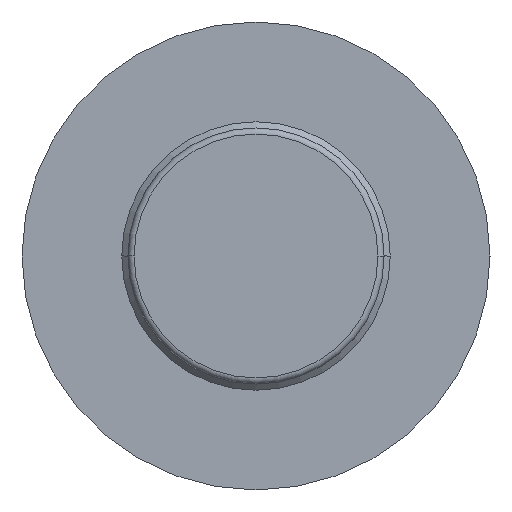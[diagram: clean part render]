
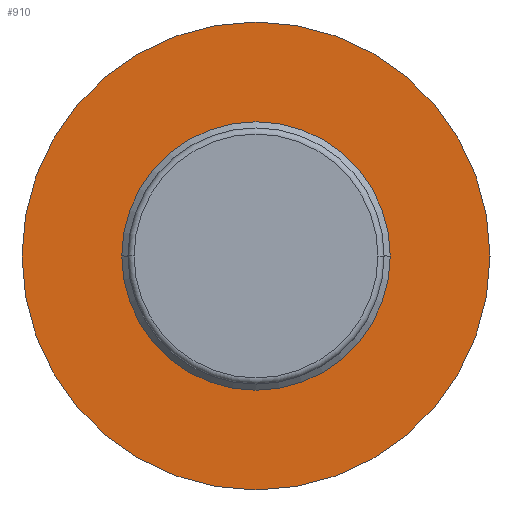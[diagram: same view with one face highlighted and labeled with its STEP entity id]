
A CAD part, left-side view. The second image highlights one B-rep face of the part: STEP entity #910.
In plain terms, the highlighted planar face has unit normal (-1, 0, 0).
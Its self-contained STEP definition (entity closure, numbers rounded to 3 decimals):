
#26 = AXIS2_PLACEMENT_3D ( 'NONE', #1170, #1964, #1824 ) ;
#45 = FACE_BOUND ( 'NONE', #548, .T. ) ;
#147 = EDGE_LOOP ( 'NONE', ( #1216, #550 ) ) ;
#188 = DIRECTION ( 'NONE',  ( 0., 1., 0. ) ) ;
#246 = CIRCLE ( 'NONE', #830, 19. ) ;
#347 = CIRCLE ( 'NONE', #26, 6.75 ) ;
#479 = DIRECTION ( 'NONE',  ( 0., -1., 0. ) ) ;
#507 = DIRECTION ( 'NONE',  ( 0., -1., 0. ) ) ;
#548 = EDGE_LOOP ( 'NONE', ( #1706, #1199 ) ) ;
#550 = ORIENTED_EDGE ( 'NONE', *, *, #654, .T. ) ;
#571 = CIRCLE ( 'NONE', #1768, 19. ) ;
#654 = EDGE_CURVE ( 'NONE', #2011, #1577, #246, .T. ) ;
#733 = DIRECTION ( 'NONE',  ( -1., 0., 0. ) ) ;
#739 = AXIS2_PLACEMENT_3D ( 'NONE', #1634, #1813, #188 ) ;
#821 = CARTESIAN_POINT ( 'NONE',  ( 77.431, 54.248, 0. ) ) ;
#830 = AXIS2_PLACEMENT_3D ( 'NONE', #821, #1304, #507 ) ;
#879 = CARTESIAN_POINT ( 'NONE',  ( 77.431, 54.248, 0. ) ) ;
#910 = ADVANCED_FACE ( 'NONE', ( #45, #1642 ), #1015, .T. ) ;
#981 = CARTESIAN_POINT ( 'NONE',  ( 77.431, 60.998, 0. ) ) ;
#991 = EDGE_CURVE ( 'NONE', #1184, #2010, #347, .T. ) ;
#1015 = PLANE ( 'NONE',  #739 ) ;
#1024 = EDGE_CURVE ( 'NONE', #1577, #2011, #571, .T. ) ;
#1053 = AXIS2_PLACEMENT_3D ( 'NONE', #1279, #1788, #479 ) ;
#1093 = CARTESIAN_POINT ( 'NONE',  ( 77.431, 47.498, 0. ) ) ;
#1170 = CARTESIAN_POINT ( 'NONE',  ( 77.431, 54.248, 0. ) ) ;
#1184 = VERTEX_POINT ( 'NONE', #1093 ) ;
#1199 = ORIENTED_EDGE ( 'NONE', *, *, #1860, .F. ) ;
#1216 = ORIENTED_EDGE ( 'NONE', *, *, #1024, .T. ) ;
#1279 = CARTESIAN_POINT ( 'NONE',  ( 77.431, 54.248, 0. ) ) ;
#1304 = DIRECTION ( 'NONE',  ( -1., 0., 0. ) ) ;
#1340 = CARTESIAN_POINT ( 'NONE',  ( 77.431, 73.248, 0. ) ) ;
#1472 = CARTESIAN_POINT ( 'NONE',  ( 77.431, 35.249, 0. ) ) ;
#1577 = VERTEX_POINT ( 'NONE', #1472 ) ;
#1604 = CIRCLE ( 'NONE', #1053, 6.75 ) ;
#1634 = CARTESIAN_POINT ( 'NONE',  ( 77.431, 0., 0. ) ) ;
#1642 = FACE_OUTER_BOUND ( 'NONE', #147, .T. ) ;
#1706 = ORIENTED_EDGE ( 'NONE', *, *, #991, .F. ) ;
#1718 = DIRECTION ( 'NONE',  ( 0., -1., 0. ) ) ;
#1768 = AXIS2_PLACEMENT_3D ( 'NONE', #879, #733, #1718 ) ;
#1788 = DIRECTION ( 'NONE',  ( -1., 0., 0. ) ) ;
#1813 = DIRECTION ( 'NONE',  ( -1., 0., 0. ) ) ;
#1824 = DIRECTION ( 'NONE',  ( 0., -1., 0. ) ) ;
#1860 = EDGE_CURVE ( 'NONE', #2010, #1184, #1604, .T. ) ;
#1964 = DIRECTION ( 'NONE',  ( -1., 0., 0. ) ) ;
#2010 = VERTEX_POINT ( 'NONE', #981 ) ;
#2011 = VERTEX_POINT ( 'NONE', #1340 ) ;
